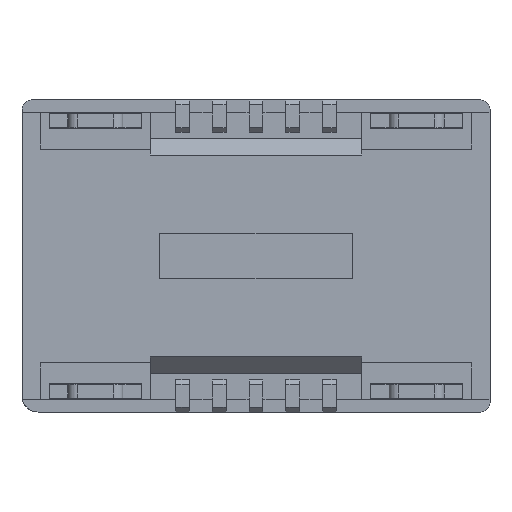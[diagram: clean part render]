
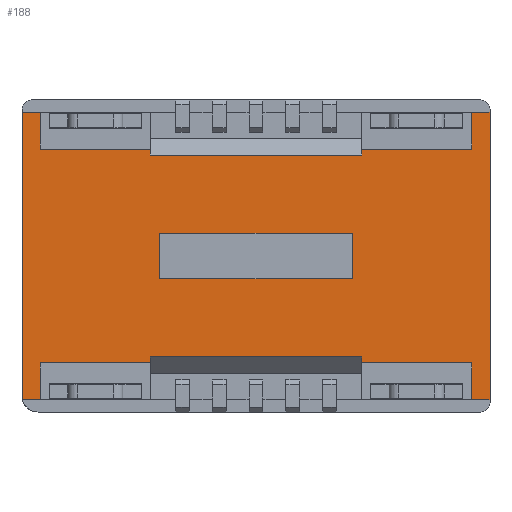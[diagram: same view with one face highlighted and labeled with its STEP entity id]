
A CAD part, front view. The second image highlights one B-rep face of the part: STEP entity #188.
In plain terms, the highlighted planar face has unit normal (0, -1, 0).
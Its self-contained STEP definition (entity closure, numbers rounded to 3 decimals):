
#188=ADVANCED_FACE('',(#729,#730),#731,.T.);
#729=FACE_OUTER_BOUND('',#1607,.T.);
#730=FACE_BOUND('',#1608,.T.);
#731=PLANE('',#1609);
#1607=EDGE_LOOP('',(#3051,#3052,#3053,#3054,#3055,#3056,#3057,#3058,#3059,#3060,#3061,#3062,#3063,#3064,#3065,#3066,#3067,#3068,#3069,#3070));
#1608=EDGE_LOOP('',(#3071,#3072,#3073,#3074));
#1609=AXIS2_PLACEMENT_3D('',#3075,#3076,#3077);
#3051=ORIENTED_EDGE('',*,*,#6230,.F.);
#3052=ORIENTED_EDGE('',*,*,#6231,.F.);
#3053=ORIENTED_EDGE('',*,*,#6232,.T.);
#3054=ORIENTED_EDGE('',*,*,#6233,.F.);
#3055=ORIENTED_EDGE('',*,*,#6234,.F.);
#3056=ORIENTED_EDGE('',*,*,#6221,.F.);
#3057=ORIENTED_EDGE('',*,*,#5990,.T.);
#3058=ORIENTED_EDGE('',*,*,#6235,.T.);
#3059=ORIENTED_EDGE('',*,*,#6236,.T.);
#3060=ORIENTED_EDGE('',*,*,#6237,.F.);
#3061=ORIENTED_EDGE('',*,*,#6238,.T.);
#3062=ORIENTED_EDGE('',*,*,#6239,.T.);
#3063=ORIENTED_EDGE('',*,*,#6240,.F.);
#3064=ORIENTED_EDGE('',*,*,#6241,.F.);
#3065=ORIENTED_EDGE('',*,*,#6242,.F.);
#3066=ORIENTED_EDGE('',*,*,#6243,.T.);
#3067=ORIENTED_EDGE('',*,*,#6018,.F.);
#3068=ORIENTED_EDGE('',*,*,#6212,.F.);
#3069=ORIENTED_EDGE('',*,*,#6244,.T.);
#3070=ORIENTED_EDGE('',*,*,#6245,.F.);
#3071=ORIENTED_EDGE('',*,*,#6246,.F.);
#3072=ORIENTED_EDGE('',*,*,#6247,.F.);
#3073=ORIENTED_EDGE('',*,*,#6248,.F.);
#3074=ORIENTED_EDGE('',*,*,#6249,.F.);
#3075=CARTESIAN_POINT('',(-2.55,-0.57,1.7));
#3076=DIRECTION('',(0.0,-1.0,0.0));
#3077=DIRECTION('',(0.0,0.0,-1.0));
#5990=EDGE_CURVE('',#7274,#7272,#7275,.T.);
#6018=EDGE_CURVE('',#7325,#7327,#7328,.T.);
#6212=EDGE_CURVE('',#7662,#7325,#7664,.T.);
#6221=EDGE_CURVE('',#7274,#7678,#7679,.T.);
#6230=EDGE_CURVE('',#7694,#7695,#7696,.T.);
#6231=EDGE_CURVE('',#7697,#7694,#7698,.T.);
#6232=EDGE_CURVE('',#7697,#7699,#7700,.T.);
#6233=EDGE_CURVE('',#7701,#7699,#7702,.T.);
#6234=EDGE_CURVE('',#7678,#7701,#7703,.T.);
#6235=EDGE_CURVE('',#7272,#7704,#7705,.T.);
#6236=EDGE_CURVE('',#7704,#7706,#7707,.T.);
#6237=EDGE_CURVE('',#7708,#7706,#7709,.T.);
#6238=EDGE_CURVE('',#7708,#7710,#7711,.T.);
#6239=EDGE_CURVE('',#7710,#7712,#7713,.T.);
#6240=EDGE_CURVE('',#7714,#7712,#7715,.T.);
#6241=EDGE_CURVE('',#7716,#7714,#7717,.T.);
#6242=EDGE_CURVE('',#7718,#7716,#7719,.T.);
#6243=EDGE_CURVE('',#7718,#7327,#7720,.T.);
#6244=EDGE_CURVE('',#7662,#7721,#7722,.T.);
#6245=EDGE_CURVE('',#7695,#7721,#7723,.T.);
#6246=EDGE_CURVE('',#7724,#7725,#7726,.T.);
#6247=EDGE_CURVE('',#7727,#7724,#7728,.T.);
#6248=EDGE_CURVE('',#7729,#7727,#7730,.T.);
#6249=EDGE_CURVE('',#7725,#7729,#7731,.T.);
#7272=VERTEX_POINT('',#9217);
#7274=VERTEX_POINT('',#9220);
#7275=LINE('',#9221,#9222);
#7325=VERTEX_POINT('',#9297);
#7327=VERTEX_POINT('',#9300);
#7328=LINE('',#9301,#9302);
#7662=VERTEX_POINT('',#9821);
#7664=LINE('',#9824,#9825);
#7678=VERTEX_POINT('',#9847);
#7679=LINE('',#9848,#9849);
#7694=VERTEX_POINT('',#9872);
#7695=VERTEX_POINT('',#9873);
#7696=LINE('',#9874,#9875);
#7697=VERTEX_POINT('',#9876);
#7698=LINE('',#9877,#9878);
#7699=VERTEX_POINT('',#9879);
#7700=LINE('',#9880,#9881);
#7701=VERTEX_POINT('',#9882);
#7702=LINE('',#9883,#9884);
#7703=LINE('',#9885,#9886);
#7704=VERTEX_POINT('',#9887);
#7705=LINE('',#9888,#9889);
#7706=VERTEX_POINT('',#9890);
#7707=LINE('',#9891,#9892);
#7708=VERTEX_POINT('',#9893);
#7709=LINE('',#9894,#9895);
#7710=VERTEX_POINT('',#9896);
#7711=LINE('',#9897,#9898);
#7712=VERTEX_POINT('',#9899);
#7713=LINE('',#9900,#9901);
#7714=VERTEX_POINT('',#9902);
#7715=LINE('',#9903,#9904);
#7716=VERTEX_POINT('',#9905);
#7717=LINE('',#9906,#9907);
#7718=VERTEX_POINT('',#9908);
#7719=LINE('',#9909,#9910);
#7720=LINE('',#9911,#9912);
#7721=VERTEX_POINT('',#9913);
#7722=LINE('',#9914,#9915);
#7723=LINE('',#9916,#9917);
#7724=VERTEX_POINT('',#9918);
#7725=VERTEX_POINT('',#9919);
#7726=LINE('',#9920,#9921);
#7727=VERTEX_POINT('',#9922);
#7728=LINE('',#9923,#9924);
#7729=VERTEX_POINT('',#9925);
#7730=LINE('',#9926,#9927);
#7731=LINE('',#9928,#9929);
#9217=CARTESIAN_POINT('',(-2.55,-0.57,-1.565));
#9220=CARTESIAN_POINT('',(-2.55,-0.57,1.565));
#9221=CARTESIAN_POINT('',(-2.55,-0.57,1.565));
#9222=VECTOR('',#11949,3.13);
#9297=CARTESIAN_POINT('',(2.55,-0.57,1.565));
#9300=CARTESIAN_POINT('',(2.55,-0.57,-1.565));
#9301=CARTESIAN_POINT('',(2.55,-0.57,1.565));
#9302=VECTOR('',#11979,3.13);
#9821=CARTESIAN_POINT('',(2.35,-0.57,1.565));
#9824=CARTESIAN_POINT('',(2.35,-0.57,1.565));
#9825=VECTOR('',#12202,0.2);
#9847=CARTESIAN_POINT('',(-2.35,-0.57,1.565));
#9848=CARTESIAN_POINT('',(-2.55,-0.57,1.565));
#9849=VECTOR('',#12211,0.2);
#9872=CARTESIAN_POINT('',(1.15,-0.57,1.1));
#9873=CARTESIAN_POINT('',(1.15,-0.57,1.165));
#9874=CARTESIAN_POINT('',(1.15,-0.57,1.1));
#9875=VECTOR('',#12220,0.065);
#9876=CARTESIAN_POINT('',(-1.15,-0.57,1.1));
#9877=CARTESIAN_POINT('',(-1.15,-0.57,1.1));
#9878=VECTOR('',#12221,2.3);
#9879=CARTESIAN_POINT('',(-1.15,-0.57,1.165));
#9880=CARTESIAN_POINT('',(-1.15,-0.57,1.1));
#9881=VECTOR('',#12222,0.065);
#9882=CARTESIAN_POINT('',(-2.35,-0.57,1.165));
#9883=CARTESIAN_POINT('',(-2.35,-0.57,1.165));
#9884=VECTOR('',#12223,1.2);
#9885=CARTESIAN_POINT('',(-2.35,-0.57,1.565));
#9886=VECTOR('',#12224,0.4);
#9887=CARTESIAN_POINT('',(-2.35,-0.57,-1.565));
#9888=CARTESIAN_POINT('',(-2.55,-0.57,-1.565));
#9889=VECTOR('',#12225,0.2);
#9890=CARTESIAN_POINT('',(-2.35,-0.57,-1.165));
#9891=CARTESIAN_POINT('',(-2.35,-0.57,-1.565));
#9892=VECTOR('',#12226,0.4);
#9893=CARTESIAN_POINT('',(-1.15,-0.57,-1.165));
#9894=CARTESIAN_POINT('',(-1.15,-0.57,-1.165));
#9895=VECTOR('',#12227,1.2);
#9896=CARTESIAN_POINT('',(-1.15,-0.57,-1.1));
#9897=CARTESIAN_POINT('',(-1.15,-0.57,-1.165));
#9898=VECTOR('',#12228,0.065);
#9899=CARTESIAN_POINT('',(1.15,-0.57,-1.1));
#9900=CARTESIAN_POINT('',(-1.15,-0.57,-1.1));
#9901=VECTOR('',#12229,2.3);
#9902=CARTESIAN_POINT('',(1.15,-0.57,-1.165));
#9903=CARTESIAN_POINT('',(1.15,-0.57,-1.165));
#9904=VECTOR('',#12230,0.065);
#9905=CARTESIAN_POINT('',(2.35,-0.57,-1.165));
#9906=CARTESIAN_POINT('',(2.35,-0.57,-1.165));
#9907=VECTOR('',#12231,1.2);
#9908=CARTESIAN_POINT('',(2.35,-0.57,-1.565));
#9909=CARTESIAN_POINT('',(2.35,-0.57,-1.565));
#9910=VECTOR('',#12232,0.4);
#9911=CARTESIAN_POINT('',(2.35,-0.57,-1.565));
#9912=VECTOR('',#12233,0.2);
#9913=CARTESIAN_POINT('',(2.35,-0.57,1.165));
#9914=CARTESIAN_POINT('',(2.35,-0.57,1.565));
#9915=VECTOR('',#12234,0.4);
#9916=CARTESIAN_POINT('',(1.15,-0.57,1.165));
#9917=VECTOR('',#12235,1.2);
#9918=CARTESIAN_POINT('',(1.05,-0.57,-0.25));
#9919=CARTESIAN_POINT('',(1.05,-0.57,0.25));
#9920=CARTESIAN_POINT('',(1.05,-0.57,-0.25));
#9921=VECTOR('',#12236,0.5);
#9922=CARTESIAN_POINT('',(-1.05,-0.57,-0.25));
#9923=CARTESIAN_POINT('',(-1.05,-0.57,-0.25));
#9924=VECTOR('',#12237,2.1);
#9925=CARTESIAN_POINT('',(-1.05,-0.57,0.25));
#9926=CARTESIAN_POINT('',(-1.05,-0.57,0.25));
#9927=VECTOR('',#12238,0.5);
#9928=CARTESIAN_POINT('',(1.05,-0.57,0.25));
#9929=VECTOR('',#12239,2.1);
#11949=DIRECTION('',(0.0,0.0,-1.0));
#11979=DIRECTION('',(0.0,0.0,-1.0));
#12202=DIRECTION('',(1.0,0.0,0.0));
#12211=DIRECTION('',(1.0,0.0,0.0));
#12220=DIRECTION('',(0.0,0.0,1.0));
#12221=DIRECTION('',(1.0,0.0,0.0));
#12222=DIRECTION('',(0.0,0.0,1.0));
#12223=DIRECTION('',(1.0,0.0,0.0));
#12224=DIRECTION('',(0.0,0.0,-1.0));
#12225=DIRECTION('',(1.0,0.0,0.0));
#12226=DIRECTION('',(0.0,0.0,1.0));
#12227=DIRECTION('',(-1.0,0.0,0.0));
#12228=DIRECTION('',(0.0,0.0,1.0));
#12229=DIRECTION('',(1.0,0.0,0.0));
#12230=DIRECTION('',(0.0,0.0,1.0));
#12231=DIRECTION('',(-1.0,0.0,0.0));
#12232=DIRECTION('',(0.0,0.0,1.0));
#12233=DIRECTION('',(1.0,0.0,0.0));
#12234=DIRECTION('',(0.0,0.0,-1.0));
#12235=DIRECTION('',(1.0,0.0,0.0));
#12236=DIRECTION('',(0.0,0.0,1.0));
#12237=DIRECTION('',(1.0,0.0,0.0));
#12238=DIRECTION('',(0.0,0.0,-1.0));
#12239=DIRECTION('',(-1.0,0.0,0.0));
